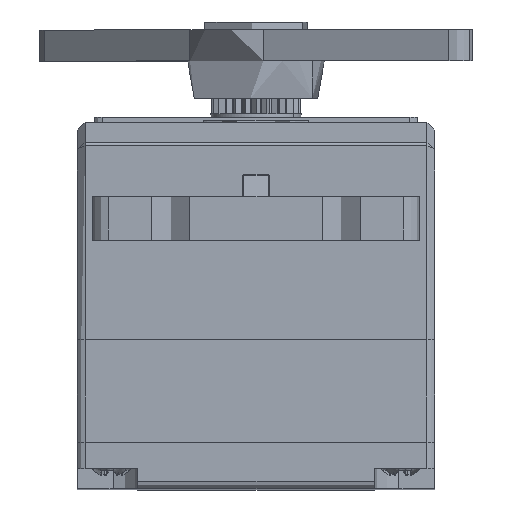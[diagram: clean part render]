
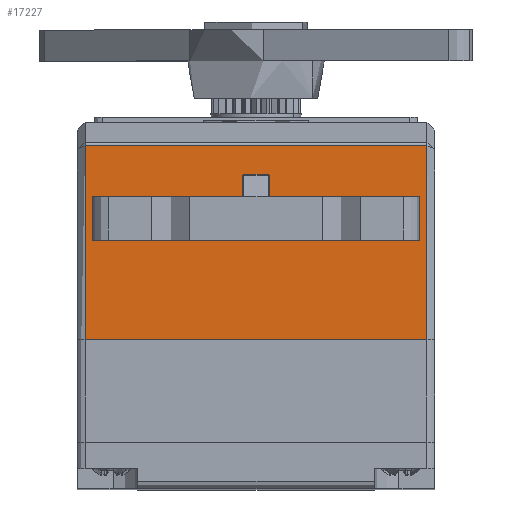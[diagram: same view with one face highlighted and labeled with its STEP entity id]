
A CAD part, top view. The second image highlights one B-rep face of the part: STEP entity #17227.
In plain terms, the highlighted planar face has unit normal (0, 0, 1).
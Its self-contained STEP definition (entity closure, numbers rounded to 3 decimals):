
#398 = VECTOR ( 'NONE', #7791, 1000. ) ;
#413 = ORIENTED_EDGE ( 'NONE', *, *, #16251, .F. ) ;
#500 = DIRECTION ( 'NONE',  ( 0., 1., 0. ) ) ;
#672 = VECTOR ( 'NONE', #6976, 1000. ) ;
#754 = ORIENTED_EDGE ( 'NONE', *, *, #13071, .T. ) ;
#891 = LINE ( 'NONE', #10451, #15920 ) ;
#1492 = DIRECTION ( 'NONE',  ( 0., -1., 0. ) ) ;
#1698 = CARTESIAN_POINT ( 'NONE',  ( -11.5, 12.492, 22. ) ) ;
#1938 = VERTEX_POINT ( 'NONE', #10713 ) ;
#1964 = ORIENTED_EDGE ( 'NONE', *, *, #17057, .F. ) ;
#2345 = VERTEX_POINT ( 'NONE', #3164 ) ;
#2689 = VECTOR ( 'NONE', #8588, 1000. ) ;
#2861 = VECTOR ( 'NONE', #500, 1000. ) ;
#2902 = LINE ( 'NONE', #9325, #13005 ) ;
#2993 = CARTESIAN_POINT ( 'NONE',  ( 10.5, 6.4, 22. ) ) ;
#3054 = DIRECTION ( 'NONE',  ( 0., 1., 0. ) ) ;
#3164 = CARTESIAN_POINT ( 'NONE',  ( -0.9, 9.2, 22. ) ) ;
#3168 = DIRECTION ( 'NONE',  ( -1., 0., 0. ) ) ;
#3208 = LINE ( 'NONE', #14066, #4117 ) ;
#3725 = CIRCLE ( 'NONE', #5385, 0.1 ) ;
#3842 = DIRECTION ( 'NONE',  ( -1., 0., 0. ) ) ;
#4117 = VECTOR ( 'NONE', #5397, 1000. ) ;
#4501 = EDGE_CURVE ( 'NONE', #2345, #13066, #16813, .T. ) ;
#4999 = DIRECTION ( 'NONE',  ( 0., 0., -1. ) ) ;
#5009 = EDGE_CURVE ( 'NONE', #17334, #10103, #16774, .T. ) ;
#5233 = VERTEX_POINT ( 'NONE', #11340 ) ;
#5243 = CARTESIAN_POINT ( 'NONE',  ( -10.5, 9.2, 22. ) ) ;
#5369 = VECTOR ( 'NONE', #3054, 1000. ) ;
#5385 = AXIS2_PLACEMENT_3D ( 'NONE', #8128, #6692, #3842 ) ;
#5397 = DIRECTION ( 'NONE',  ( 1., 0., 0. ) ) ;
#5406 = LINE ( 'NONE', #14815, #12582 ) ;
#5784 = DIRECTION ( 'NONE',  ( -1., 0., 0. ) ) ;
#5963 = ORIENTED_EDGE ( 'NONE', *, *, #18508, .T. ) ;
#5978 = LINE ( 'NONE', #1698, #7528 ) ;
#6208 = CARTESIAN_POINT ( 'NONE',  ( -0.8, 10.5, 22. ) ) ;
#6241 = CARTESIAN_POINT ( 'NONE',  ( -0.9, 10.5, 22. ) ) ;
#6330 = CARTESIAN_POINT ( 'NONE',  ( -11.5, 14., 22. ) ) ;
#6683 = EDGE_CURVE ( 'NONE', #14731, #7568, #10873, .T. ) ;
#6692 = DIRECTION ( 'NONE',  ( 0., 0., -1. ) ) ;
#6976 = DIRECTION ( 'NONE',  ( 0., 1., 0. ) ) ;
#7253 = VERTEX_POINT ( 'NONE', #13516 ) ;
#7494 = EDGE_CURVE ( 'NONE', #10103, #16863, #3208, .T. ) ;
#7528 = VECTOR ( 'NONE', #5784, 1000. ) ;
#7568 = VERTEX_POINT ( 'NONE', #14437 ) ;
#7569 = DIRECTION ( 'NONE',  ( 0., 0., -1. ) ) ;
#7791 = DIRECTION ( 'NONE',  ( 0., -1., 0. ) ) ;
#7850 = DIRECTION ( 'NONE',  ( 1., 0., 0. ) ) ;
#7975 = ORIENTED_EDGE ( 'NONE', *, *, #10968, .F. ) ;
#8128 = CARTESIAN_POINT ( 'NONE',  ( 0.8, 10.5, 22. ) ) ;
#8253 = LINE ( 'NONE', #11846, #2861 ) ;
#8528 = CARTESIAN_POINT ( 'NONE',  ( -11., 12.492, 22. ) ) ;
#8588 = DIRECTION ( 'NONE',  ( -1., 0., 0. ) ) ;
#8818 = EDGE_CURVE ( 'NONE', #7568, #5233, #5406, .T. ) ;
#8829 = DIRECTION ( 'NONE',  ( 0., 1., 0. ) ) ;
#9090 = AXIS2_PLACEMENT_3D ( 'NONE', #6208, #7569, #16301 ) ;
#9325 = CARTESIAN_POINT ( 'NONE',  ( -10.5, 9.2, 22. ) ) ;
#9331 = CARTESIAN_POINT ( 'NONE',  ( -0.8, 10.6, 22. ) ) ;
#9425 = FACE_BOUND ( 'NONE', #16232, .T. ) ;
#9501 = EDGE_CURVE ( 'NONE', #9577, #7253, #10102, .T. ) ;
#9577 = VERTEX_POINT ( 'NONE', #11243 ) ;
#9909 = ORIENTED_EDGE ( 'NONE', *, *, #7494, .F. ) ;
#9952 = VERTEX_POINT ( 'NONE', #9331 ) ;
#10102 = LINE ( 'NONE', #14292, #2689 ) ;
#10103 = VERTEX_POINT ( 'NONE', #12554 ) ;
#10382 = ORIENTED_EDGE ( 'NONE', *, *, #4501, .T. ) ;
#10436 = VECTOR ( 'NONE', #1492, 1000. ) ;
#10451 = CARTESIAN_POINT ( 'NONE',  ( 0.9, 10.6, 22. ) ) ;
#10713 = CARTESIAN_POINT ( 'NONE',  ( 0.9, 10.5, 22. ) ) ;
#10873 = LINE ( 'NONE', #15666, #10436 ) ;
#10968 = EDGE_CURVE ( 'NONE', #7253, #1938, #8253, .T. ) ;
#11243 = CARTESIAN_POINT ( 'NONE',  ( 10.5, 9.2, 22. ) ) ;
#11340 = CARTESIAN_POINT ( 'NONE',  ( 11., 0., 22. ) ) ;
#11510 = VECTOR ( 'NONE', #8829, 1000. ) ;
#11729 = EDGE_CURVE ( 'NONE', #15150, #14731, #5978, .T. ) ;
#11846 = CARTESIAN_POINT ( 'NONE',  ( 0.9, 10.6, 22. ) ) ;
#12219 = AXIS2_PLACEMENT_3D ( 'NONE', #6330, #4999, #14982 ) ;
#12309 = LINE ( 'NONE', #17555, #5369 ) ;
#12554 = CARTESIAN_POINT ( 'NONE',  ( -10.5, 6.4, 22. ) ) ;
#12582 = VECTOR ( 'NONE', #7850, 1000. ) ;
#12685 = CARTESIAN_POINT ( 'NONE',  ( -0.9, 10.6, 22. ) ) ;
#13005 = VECTOR ( 'NONE', #18025, 1000. ) ;
#13024 = CIRCLE ( 'NONE', #9090, 0.1 ) ;
#13066 = VERTEX_POINT ( 'NONE', #6241 ) ;
#13071 = EDGE_CURVE ( 'NONE', #5233, #15150, #13101, .T. ) ;
#13080 = ORIENTED_EDGE ( 'NONE', *, *, #9501, .F. ) ;
#13101 = LINE ( 'NONE', #14641, #11510 ) ;
#13126 = ORIENTED_EDGE ( 'NONE', *, *, #15446, .T. ) ;
#13516 = CARTESIAN_POINT ( 'NONE',  ( 0.9, 9.2, 22. ) ) ;
#13828 = EDGE_LOOP ( 'NONE', ( #754, #14728, #15149, #16482 ) ) ;
#14066 = CARTESIAN_POINT ( 'NONE',  ( -10.5, 6.4, 22. ) ) ;
#14292 = CARTESIAN_POINT ( 'NONE',  ( -10.5, 9.2, 22. ) ) ;
#14437 = CARTESIAN_POINT ( 'NONE',  ( -11., 0., 22. ) ) ;
#14641 = CARTESIAN_POINT ( 'NONE',  ( 11., 12.632, 22. ) ) ;
#14728 = ORIENTED_EDGE ( 'NONE', *, *, #11729, .T. ) ;
#14731 = VERTEX_POINT ( 'NONE', #8528 ) ;
#14815 = CARTESIAN_POINT ( 'NONE',  ( -11.5, 0., 22. ) ) ;
#14982 = DIRECTION ( 'NONE',  ( -1., 0., 0. ) ) ;
#15018 = CARTESIAN_POINT ( 'NONE',  ( -10.5, 9.2, 22. ) ) ;
#15149 = ORIENTED_EDGE ( 'NONE', *, *, #6683, .T. ) ;
#15150 = VERTEX_POINT ( 'NONE', #16930 ) ;
#15446 = EDGE_CURVE ( 'NONE', #13066, #9952, #13024, .T. ) ;
#15666 = CARTESIAN_POINT ( 'NONE',  ( -11., 14., 22. ) ) ;
#15920 = VECTOR ( 'NONE', #3168, 1000. ) ;
#16224 = PLANE ( 'NONE',  #12219 ) ;
#16232 = EDGE_LOOP ( 'NONE', ( #7975, #13080, #17443, #9909, #16775, #413, #10382, #13126, #1964, #5963 ) ) ;
#16251 = EDGE_CURVE ( 'NONE', #2345, #17334, #2902, .T. ) ;
#16301 = DIRECTION ( 'NONE',  ( -1., 0., 0. ) ) ;
#16482 = ORIENTED_EDGE ( 'NONE', *, *, #8818, .T. ) ;
#16583 = FACE_OUTER_BOUND ( 'NONE', #13828, .T. ) ;
#16674 = CARTESIAN_POINT ( 'NONE',  ( 0.8, 10.6, 22. ) ) ;
#16728 = VERTEX_POINT ( 'NONE', #16674 ) ;
#16774 = LINE ( 'NONE', #15018, #398 ) ;
#16775 = ORIENTED_EDGE ( 'NONE', *, *, #5009, .F. ) ;
#16813 = LINE ( 'NONE', #12685, #672 ) ;
#16863 = VERTEX_POINT ( 'NONE', #2993 ) ;
#16930 = CARTESIAN_POINT ( 'NONE',  ( 11., 12.492, 22. ) ) ;
#16967 = EDGE_CURVE ( 'NONE', #16863, #9577, #12309, .T. ) ;
#17057 = EDGE_CURVE ( 'NONE', #16728, #9952, #891, .T. ) ;
#17227 = ADVANCED_FACE ( 'NONE', ( #16583, #9425 ), #16224, .F. ) ;
#17334 = VERTEX_POINT ( 'NONE', #5243 ) ;
#17443 = ORIENTED_EDGE ( 'NONE', *, *, #16967, .F. ) ;
#17555 = CARTESIAN_POINT ( 'NONE',  ( 10.5, 9.2, 22. ) ) ;
#18025 = DIRECTION ( 'NONE',  ( -1., 0., 0. ) ) ;
#18508 = EDGE_CURVE ( 'NONE', #16728, #1938, #3725, .T. ) ;
